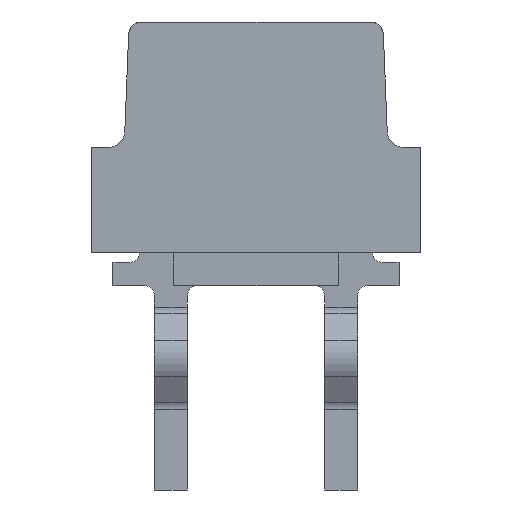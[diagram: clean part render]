
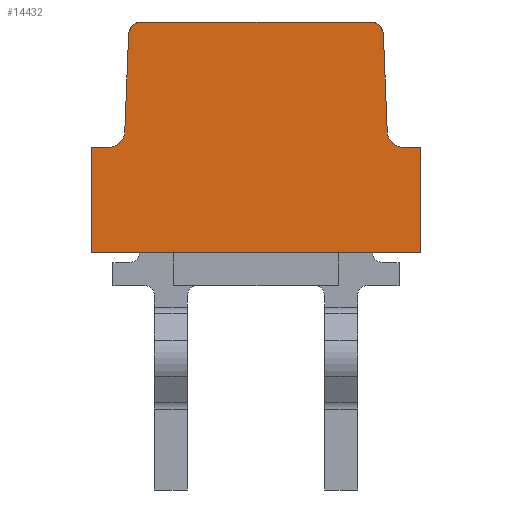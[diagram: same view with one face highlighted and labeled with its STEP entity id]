
A CAD part, left-side view. The second image highlights one B-rep face of the part: STEP entity #14432.
In plain terms, the highlighted planar face has unit normal (-1, 0, 0).
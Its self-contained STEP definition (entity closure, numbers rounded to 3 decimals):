
#134=CARTESIAN_POINT('',(-9.855,-1.733,-0.2));
#135=DIRECTION('',(-1.,0.,0.));
#136=DIRECTION('',(0.,-0.999,0.039));
#137=AXIS2_PLACEMENT_3D('',#134,#135,#136);
#139=DIRECTION('',(0.,-0.039,-0.999));
#140=VECTOR('',#139,1.469);
#141=CARTESIAN_POINT('',(-9.855,-1.933,-0.192));
#142=LINE('',#141,#140);
#143=CARTESIAN_POINT('',(-9.855,-2.24,-1.65));
#144=DIRECTION('',(-1.,0.,0.));
#145=DIRECTION('',(0.,0.999,-0.039));
#146=AXIS2_PLACEMENT_3D('',#143,#144,#145);
#148=DIRECTION('',(0.,-1.,0.));
#149=VECTOR('',#148,0.26);
#150=CARTESIAN_POINT('',(-9.855,-2.24,-1.9));
#151=LINE('',#150,#149);
#152=DIRECTION('',(0.,0.,-1.));
#153=VECTOR('',#152,1.6);
#154=CARTESIAN_POINT('',(-9.855,-2.5,-1.9));
#155=LINE('',#154,#153);
#156=DIRECTION('',(0.,1.,0.));
#157=VECTOR('',#156,5.);
#158=CARTESIAN_POINT('',(-9.855,-2.5,-3.5));
#159=LINE('',#158,#157);
#160=DIRECTION('',(0.,0.,1.));
#161=VECTOR('',#160,1.6);
#162=CARTESIAN_POINT('',(-9.855,2.5,-3.5));
#163=LINE('',#162,#161);
#164=DIRECTION('',(0.,-1.,0.));
#165=VECTOR('',#164,0.26);
#166=CARTESIAN_POINT('',(-9.855,2.5,-1.9));
#167=LINE('',#166,#165);
#168=CARTESIAN_POINT('',(-9.855,2.24,-1.65));
#169=DIRECTION('',(-1.,0.,0.));
#170=DIRECTION('',(0.,0.,-1.));
#171=AXIS2_PLACEMENT_3D('',#168,#169,#170);
#173=DIRECTION('',(0.,-0.039,0.999));
#174=VECTOR('',#173,1.469);
#175=CARTESIAN_POINT('',(-9.855,1.991,-1.66));
#176=LINE('',#175,#174);
#177=CARTESIAN_POINT('',(-9.855,1.733,-0.2));
#178=DIRECTION('',(-1.,0.,0.));
#179=DIRECTION('',(0.,0.,1.));
#180=AXIS2_PLACEMENT_3D('',#177,#178,#179);
#182=DIRECTION('',(0.,-1.,0.));
#183=VECTOR('',#182,3.465);
#184=CARTESIAN_POINT('',(-9.855,1.733,0.));
#185=LINE('',#184,#183);
#10958=CARTESIAN_POINT('',(-9.855,-2.5,-1.9));
#10959=CARTESIAN_POINT('',(-9.855,-2.5,-3.5));
#10960=VERTEX_POINT('',#10958);
#10961=VERTEX_POINT('',#10959);
#10962=CARTESIAN_POINT('',(-9.855,2.5,-3.5));
#10963=VERTEX_POINT('',#10962);
#10964=CARTESIAN_POINT('',(-9.855,2.5,-1.9));
#10965=VERTEX_POINT('',#10964);
#11298=CARTESIAN_POINT('',(-9.855,-1.991,-1.66));
#11299=CARTESIAN_POINT('',(-9.855,-2.24,-1.9));
#11300=VERTEX_POINT('',#11298);
#11301=VERTEX_POINT('',#11299);
#11302=CARTESIAN_POINT('',(-9.855,2.24,-1.9));
#11303=VERTEX_POINT('',#11302);
#11304=CARTESIAN_POINT('',(-9.855,1.991,-1.66));
#11305=VERTEX_POINT('',#11304);
#14366=CARTESIAN_POINT('',(-9.855,-1.933,-0.192));
#14367=CARTESIAN_POINT('',(-9.855,-1.733,0.));
#14368=VERTEX_POINT('',#14366);
#14369=VERTEX_POINT('',#14367);
#14375=CARTESIAN_POINT('',(-9.855,1.733,0.));
#14376=CARTESIAN_POINT('',(-9.855,1.933,-0.192));
#14377=VERTEX_POINT('',#14375);
#14378=VERTEX_POINT('',#14376);
#14401=CARTESIAN_POINT('',(-9.855,0.,0.));
#14402=DIRECTION('',(1.,0.,0.));
#14403=DIRECTION('',(0.,1.,0.));
#14404=AXIS2_PLACEMENT_3D('',#14401,#14402,#14403);
#14405=PLANE('',#14404);
#14407=ORIENTED_EDGE('',*,*,#14406,.F.);
#14409=ORIENTED_EDGE('',*,*,#14408,.T.);
#14411=ORIENTED_EDGE('',*,*,#14410,.T.);
#14413=ORIENTED_EDGE('',*,*,#14412,.T.);
#14415=ORIENTED_EDGE('',*,*,#14414,.T.);
#14417=ORIENTED_EDGE('',*,*,#14416,.T.);
#14419=ORIENTED_EDGE('',*,*,#14418,.T.);
#14421=ORIENTED_EDGE('',*,*,#14420,.T.);
#14423=ORIENTED_EDGE('',*,*,#14422,.T.);
#14425=ORIENTED_EDGE('',*,*,#14424,.T.);
#14427=ORIENTED_EDGE('',*,*,#14426,.F.);
#14429=ORIENTED_EDGE('',*,*,#14428,.T.);
#14430=EDGE_LOOP('',(#14407,#14409,#14411,#14413,#14415,#14417,#14419,#14421,
#14423,#14425,#14427,#14429));
#14431=FACE_OUTER_BOUND('',#14430,.F.);
#138=CIRCLE('',#137,0.2);
#147=CIRCLE('',#146,0.25);
#172=CIRCLE('',#171,0.25);
#181=CIRCLE('',#180,0.2);
#14406=EDGE_CURVE('',#14368,#14369,#138,.T.);
#14408=EDGE_CURVE('',#14368,#11300,#142,.T.);
#14410=EDGE_CURVE('',#11300,#11301,#147,.T.);
#14412=EDGE_CURVE('',#11301,#10960,#151,.T.);
#14414=EDGE_CURVE('',#10960,#10961,#155,.T.);
#14416=EDGE_CURVE('',#10961,#10963,#159,.T.);
#14418=EDGE_CURVE('',#10963,#10965,#163,.T.);
#14420=EDGE_CURVE('',#10965,#11303,#167,.T.);
#14422=EDGE_CURVE('',#11303,#11305,#172,.T.);
#14424=EDGE_CURVE('',#11305,#14378,#176,.T.);
#14426=EDGE_CURVE('',#14377,#14378,#181,.T.);
#14428=EDGE_CURVE('',#14377,#14369,#185,.T.);
#14432=ADVANCED_FACE('',(#14431),#14405,.F.);
